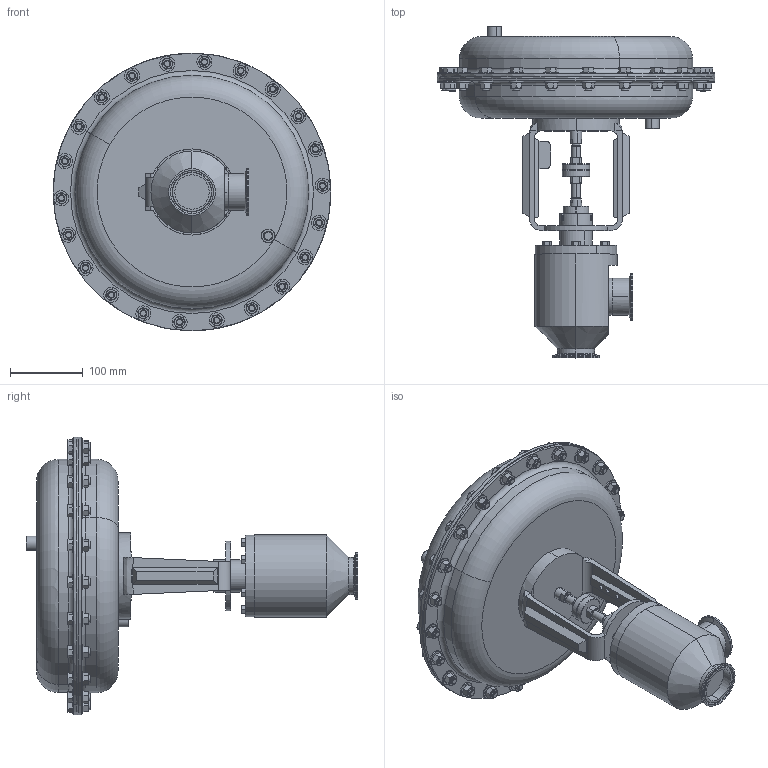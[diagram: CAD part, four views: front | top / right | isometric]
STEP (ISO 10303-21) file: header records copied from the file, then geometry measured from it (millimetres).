
FILE_DESCRIPTION (( 'STEP AP203' ), '1' );
FILE_NAME ('978-200-OR-85M.STEP', '2017-06-14T14:34:36', ( '' ), ( '' ), 'SwSTEP 2.0', 'SolidWorks 2014', '' );
FILE_SCHEMA (( 'CONFIG_CONTROL_DESIGN' ));
Products named in the file (2): 978-200-OR-85M
Bounding box: 381 x 455.45 x 381 mm (x, y, z)
Volume: 10822896.3 mm3; surface area: 488547.9 mm2
Topology: 1 solids, 1 shells, 1294 faces, 2908 edges, 1758 vertices
Faces by surface type: cone 533, plane 522, cylinder 219, torus 18, bspline 2
Entity records: 39126 total; most frequent: CARTESIAN_POINT 11261, ORIENTED_EDGE 5816, DIRECTION 5585, EDGE_CURVE 2908, AXIS2_PLACEMENT_3D 2310, VERTEX_POINT 1758, EDGE_LOOP 1446, ADVANCED_FACE 1294
